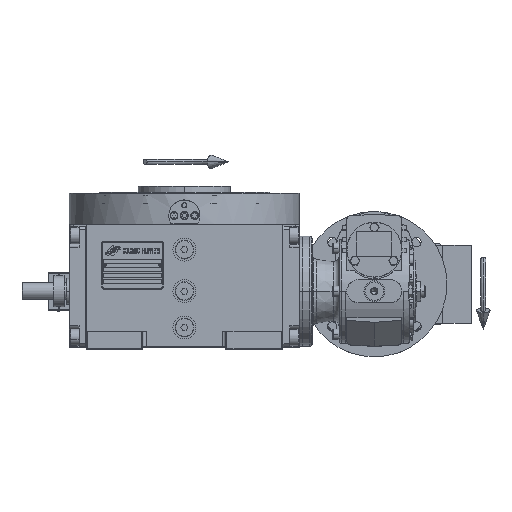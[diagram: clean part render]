
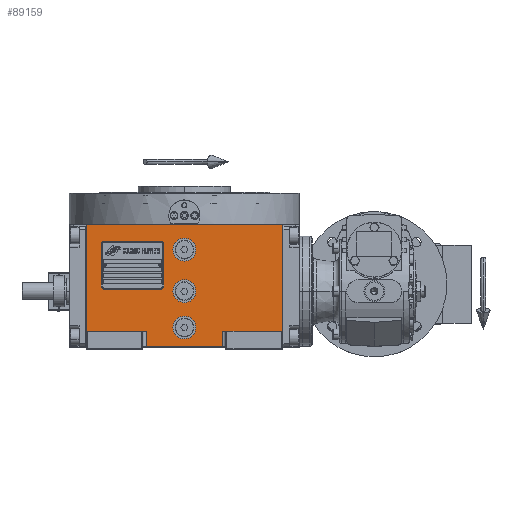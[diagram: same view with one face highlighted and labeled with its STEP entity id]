
A CAD part, top view. The second image highlights one B-rep face of the part: STEP entity #89159.
In plain terms, the highlighted planar face has unit normal (0, 0, 1).
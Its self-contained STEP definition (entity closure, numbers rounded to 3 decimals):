
#612 = DIRECTION ( 'NONE',  ( -1., 0., 0. ) ) ;
#852 = VERTEX_POINT ( 'NONE', #95177 ) ;
#1123 = LINE ( 'NONE', #34524, #26430 ) ;
#2836 = DIRECTION ( 'NONE',  ( 1., 0., 0. ) ) ;
#3097 = LINE ( 'NONE', #60048, #98326 ) ;
#3478 = ORIENTED_EDGE ( 'NONE', *, *, #50335, .F. ) ;
#5339 = VECTOR ( 'NONE', #10413, 1000. ) ;
#6106 = CARTESIAN_POINT ( 'NONE',  ( -94.5, -38.5, 163.5 ) ) ;
#7228 = EDGE_CURVE ( 'NONE', #36102, #26903, #98503, .T. ) ;
#7701 = CARTESIAN_POINT ( 'NONE',  ( -37., -38.5, 163.5 ) ) ;
#8173 = CIRCLE ( 'NONE', #106135, 11. ) ;
#10413 = DIRECTION ( 'NONE',  ( 1., 0., 0. ) ) ;
#10590 = DIRECTION ( 'NONE',  ( 0., 0., 1. ) ) ;
#10807 = PLANE ( 'NONE',  #94484 ) ;
#11673 = CARTESIAN_POINT ( 'NONE',  ( 0., -35., 163.5 ) ) ;
#11878 = FACE_BOUND ( 'NONE', #51739, .T. ) ;
#12235 = DIRECTION ( 'NONE',  ( 1., 0., 0. ) ) ;
#12690 = CARTESIAN_POINT ( 'NONE',  ( -11., 40., 163.5 ) ) ;
#14790 = CARTESIAN_POINT ( 'NONE',  ( 11., 0., 163.5 ) ) ;
#15545 = DIRECTION ( 'NONE',  ( 1., 0., 0. ) ) ;
#15740 = DIRECTION ( 'NONE',  ( 0., 0., 1. ) ) ;
#16354 = EDGE_LOOP ( 'NONE', ( #88624, #103823 ) ) ;
#16413 = AXIS2_PLACEMENT_3D ( 'NONE', #77637, #67264, #25609 ) ;
#17624 = CARTESIAN_POINT ( 'NONE',  ( 0., 40., 163.5 ) ) ;
#17877 = CARTESIAN_POINT ( 'NONE',  ( 0., -35., 163.5 ) ) ;
#18612 = DIRECTION ( 'NONE',  ( 0., 0., 1. ) ) ;
#21285 = ORIENTED_EDGE ( 'NONE', *, *, #7228, .F. ) ;
#22509 = ORIENTED_EDGE ( 'NONE', *, *, #71769, .T. ) ;
#22817 = CARTESIAN_POINT ( 'NONE',  ( -94.5, 64.5, 163.5 ) ) ;
#23859 = VECTOR ( 'NONE', #33389, 1000. ) ;
#25107 = EDGE_CURVE ( 'NONE', #60820, #57158, #49731, .T. ) ;
#25609 = DIRECTION ( 'NONE',  ( -1., 0., 0. ) ) ;
#25976 = CARTESIAN_POINT ( 'NONE',  ( -11., -35., 163.5 ) ) ;
#26430 = VECTOR ( 'NONE', #67936, 1000. ) ;
#26903 = VERTEX_POINT ( 'NONE', #39721 ) ;
#28447 = EDGE_CURVE ( 'NONE', #65432, #91884, #37982, .T. ) ;
#29190 = EDGE_CURVE ( 'NONE', #852, #91884, #76637, .T. ) ;
#33389 = DIRECTION ( 'NONE',  ( 1., 0., 0. ) ) ;
#34524 = CARTESIAN_POINT ( 'NONE',  ( 37., -38.5, 163.5 ) ) ;
#36102 = VERTEX_POINT ( 'NONE', #25976 ) ;
#36968 = AXIS2_PLACEMENT_3D ( 'NONE', #17624, #43918, #2836 ) ;
#37139 = DIRECTION ( 'NONE',  ( 0., 1., 0. ) ) ;
#37768 = VECTOR ( 'NONE', #12235, 1000. ) ;
#37982 = LINE ( 'NONE', #87249, #37768 ) ;
#39721 = CARTESIAN_POINT ( 'NONE',  ( 11., -35., 163.5 ) ) ;
#40749 = EDGE_CURVE ( 'NONE', #59193, #65838, #1123, .T. ) ;
#41625 = LINE ( 'NONE', #75015, #23859 ) ;
#43268 = ORIENTED_EDGE ( 'NONE', *, *, #105762, .F. ) ;
#43918 = DIRECTION ( 'NONE',  ( 0., 0., 1. ) ) ;
#45314 = FACE_BOUND ( 'NONE', #16354, .T. ) ;
#45853 = CARTESIAN_POINT ( 'NONE',  ( -94.5, -53.5, 163.5 ) ) ;
#46071 = VERTEX_POINT ( 'NONE', #70074 ) ;
#47466 = ORIENTED_EDGE ( 'NONE', *, *, #73218, .F. ) ;
#49353 = VERTEX_POINT ( 'NONE', #12690 ) ;
#49731 = CIRCLE ( 'NONE', #16413, 11. ) ;
#50335 = EDGE_CURVE ( 'NONE', #78052, #86975, #65396, .T. ) ;
#51445 = DIRECTION ( 'NONE',  ( 0., 1., 0. ) ) ;
#51739 = EDGE_LOOP ( 'NONE', ( #43268, #21285 ) ) ;
#57158 = VERTEX_POINT ( 'NONE', #14790 ) ;
#58616 = EDGE_CURVE ( 'NONE', #59193, #72377, #41625, .T. ) ;
#59193 = VERTEX_POINT ( 'NONE', #84764 ) ;
#60048 = CARTESIAN_POINT ( 'NONE',  ( 94.5, -38.5, 163.5 ) ) ;
#60820 = VERTEX_POINT ( 'NONE', #102204 ) ;
#60938 = CARTESIAN_POINT ( 'NONE',  ( 94.5, -38.5, 163.5 ) ) ;
#62037 = DIRECTION ( 'NONE',  ( 1., 0., 0. ) ) ;
#63531 = CIRCLE ( 'NONE', #89742, 11. ) ;
#65396 = LINE ( 'NONE', #98779, #81566 ) ;
#65432 = VERTEX_POINT ( 'NONE', #6106 ) ;
#65838 = VERTEX_POINT ( 'NONE', #91227 ) ;
#67264 = DIRECTION ( 'NONE',  ( 0., 0., 1. ) ) ;
#67352 = CARTESIAN_POINT ( 'NONE',  ( -37., -53.5, 163.5 ) ) ;
#67936 = DIRECTION ( 'NONE',  ( 0., -1., 0. ) ) ;
#67953 = CARTESIAN_POINT ( 'NONE',  ( 0., 40., 163.5 ) ) ;
#69018 = EDGE_CURVE ( 'NONE', #49353, #46071, #95273, .T. ) ;
#69162 = ORIENTED_EDGE ( 'NONE', *, *, #28447, .T. ) ;
#69413 = FACE_OUTER_BOUND ( 'NONE', #70117, .T. ) ;
#69909 = CARTESIAN_POINT ( 'NONE',  ( 94.5, 64.5, 163.5 ) ) ;
#69986 = ORIENTED_EDGE ( 'NONE', *, *, #58616, .T. ) ;
#70074 = CARTESIAN_POINT ( 'NONE',  ( 11., 40., 163.5 ) ) ;
#70117 = EDGE_LOOP ( 'NONE', ( #22509, #77988, #69986, #101824, #3478, #47466, #69162, #80617 ) ) ;
#70214 = EDGE_LOOP ( 'NONE', ( #74487, #97391 ) ) ;
#70642 = CARTESIAN_POINT ( 'NONE',  ( -37., -53.5, 163.5 ) ) ;
#71769 = EDGE_CURVE ( 'NONE', #852, #65838, #85444, .T. ) ;
#72377 = VERTEX_POINT ( 'NONE', #60938 ) ;
#73218 = EDGE_CURVE ( 'NONE', #65432, #78052, #85879, .T. ) ;
#74161 = DIRECTION ( 'NONE',  ( 0., 0., 1. ) ) ;
#74487 = ORIENTED_EDGE ( 'NONE', *, *, #95152, .F. ) ;
#75015 = CARTESIAN_POINT ( 'NONE',  ( 37., -38.5, 163.5 ) ) ;
#75236 = DIRECTION ( 'NONE',  ( 1., 0., 0. ) ) ;
#76637 = LINE ( 'NONE', #67352, #106039 ) ;
#77472 = AXIS2_PLACEMENT_3D ( 'NONE', #17877, #15740, #107758 ) ;
#77620 = FACE_BOUND ( 'NONE', #70214, .T. ) ;
#77637 = CARTESIAN_POINT ( 'NONE',  ( 0., 0., 163.5 ) ) ;
#77781 = AXIS2_PLACEMENT_3D ( 'NONE', #67953, #18612, #612 ) ;
#77988 = ORIENTED_EDGE ( 'NONE', *, *, #40749, .F. ) ;
#78052 = VERTEX_POINT ( 'NONE', #22817 ) ;
#79035 = VECTOR ( 'NONE', #37139, 1000. ) ;
#80617 = ORIENTED_EDGE ( 'NONE', *, *, #29190, .F. ) ;
#81566 = VECTOR ( 'NONE', #15545, 1000. ) ;
#84162 = CIRCLE ( 'NONE', #36968, 11. ) ;
#84764 = CARTESIAN_POINT ( 'NONE',  ( 37., -38.5, 163.5 ) ) ;
#85444 = LINE ( 'NONE', #70642, #5339 ) ;
#85879 = LINE ( 'NONE', #103953, #79035 ) ;
#86975 = VERTEX_POINT ( 'NONE', #69909 ) ;
#87249 = CARTESIAN_POINT ( 'NONE',  ( -94.5, -38.5, 163.5 ) ) ;
#88624 = ORIENTED_EDGE ( 'NONE', *, *, #91712, .F. ) ;
#89159 = ADVANCED_FACE ( 'NONE', ( #77620, #11878, #45314, #69413 ), #10807, .T. ) ;
#89742 = AXIS2_PLACEMENT_3D ( 'NONE', #11673, #10590, #62037 ) ;
#90808 = EDGE_CURVE ( 'NONE', #72377, #86975, #3097, .T. ) ;
#91227 = CARTESIAN_POINT ( 'NONE',  ( 37., -53.5, 163.5 ) ) ;
#91712 = EDGE_CURVE ( 'NONE', #46071, #49353, #84162, .T. ) ;
#91884 = VERTEX_POINT ( 'NONE', #7701 ) ;
#93445 = DIRECTION ( 'NONE',  ( 0., 1., 0. ) ) ;
#94484 = AXIS2_PLACEMENT_3D ( 'NONE', #45853, #102818, #96188 ) ;
#95152 = EDGE_CURVE ( 'NONE', #57158, #60820, #8173, .T. ) ;
#95177 = CARTESIAN_POINT ( 'NONE',  ( -37., -53.5, 163.5 ) ) ;
#95273 = CIRCLE ( 'NONE', #77781, 11. ) ;
#96188 = DIRECTION ( 'NONE',  ( 1., 0., 0. ) ) ;
#97391 = ORIENTED_EDGE ( 'NONE', *, *, #25107, .F. ) ;
#98326 = VECTOR ( 'NONE', #93445, 1000. ) ;
#98503 = CIRCLE ( 'NONE', #77472, 11. ) ;
#98779 = CARTESIAN_POINT ( 'NONE',  ( -94.5, 64.5, 163.5 ) ) ;
#101824 = ORIENTED_EDGE ( 'NONE', *, *, #90808, .T. ) ;
#102204 = CARTESIAN_POINT ( 'NONE',  ( -11., 0., 163.5 ) ) ;
#102818 = DIRECTION ( 'NONE',  ( 0., 0., 1. ) ) ;
#103823 = ORIENTED_EDGE ( 'NONE', *, *, #69018, .F. ) ;
#103953 = CARTESIAN_POINT ( 'NONE',  ( -94.5, -38.5, 163.5 ) ) ;
#105762 = EDGE_CURVE ( 'NONE', #26903, #36102, #63531, .T. ) ;
#106039 = VECTOR ( 'NONE', #51445, 1000. ) ;
#106135 = AXIS2_PLACEMENT_3D ( 'NONE', #107575, #74161, #75236 ) ;
#107575 = CARTESIAN_POINT ( 'NONE',  ( 0., 0., 163.5 ) ) ;
#107758 = DIRECTION ( 'NONE',  ( -1., 0., 0. ) ) ;
